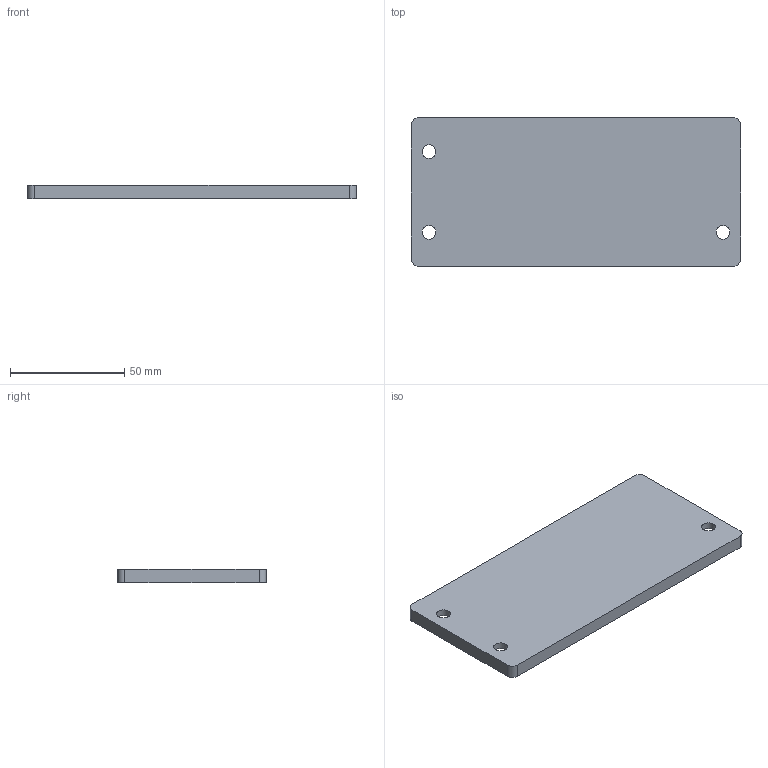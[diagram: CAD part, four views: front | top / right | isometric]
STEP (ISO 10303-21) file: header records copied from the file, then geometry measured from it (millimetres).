
FILE_DESCRIPTION(('FreeCAD Model'),'2;1');
FILE_NAME('Open CASCADE Shape Model','2025-12-08T11:30:02',(''),(''), 'Open CASCADE STEP processor 7.8','FreeCAD','Unknown');
FILE_SCHEMA(('AUTOMOTIVE_DESIGN { 1 0 10303 214 1 1 1 1 }'));
Length unit declared in the file: millimetre
Products named in the file (1): WIBL_251_top_v1
Bounding box: 144 x 65 x 6 mm (x, y, z)
Volume: 29275 mm3; surface area: 22397.6 mm2
Topology: 1 solids, 1 shells, 23 faces, 75 edges, 54 vertices
Faces by surface type: plane 12, cylinder 11
Full cylindrical faces by diameter (mm): 6 x3
Entity records: 881 total; most frequent: CARTESIAN_POINT 153, ORIENTED_EDGE 150, DIRECTION 145, EDGE_CURVE 75, VERTEX_POINT 54, LINE 53, VECTOR 53, AXIS2_PLACEMENT_3D 46
